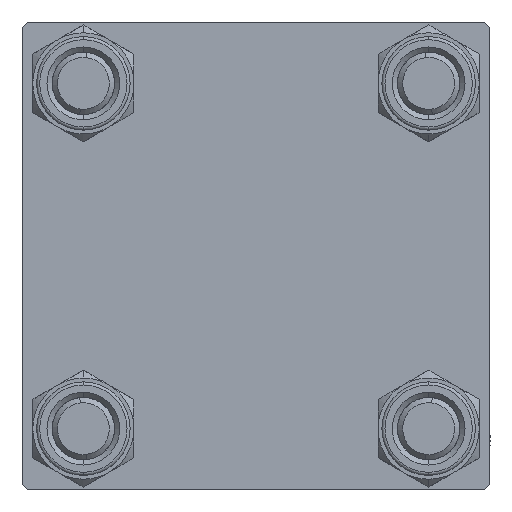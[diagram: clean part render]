
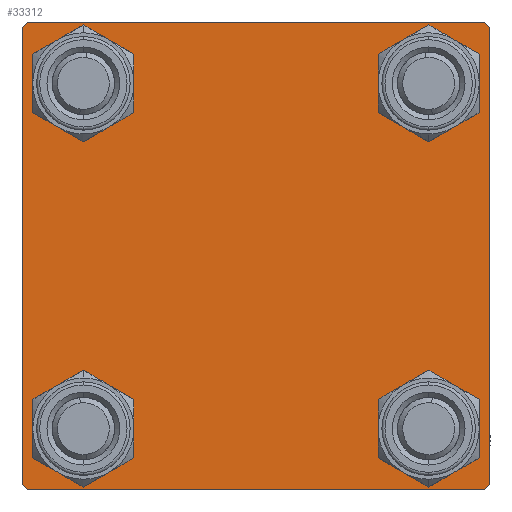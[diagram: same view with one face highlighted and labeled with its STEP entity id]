
A CAD part, left-side view. The second image highlights one B-rep face of the part: STEP entity #33312.
In plain terms, the highlighted planar face has unit normal (-1, 0, 0).
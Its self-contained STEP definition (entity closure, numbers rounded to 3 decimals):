
#189 = DIRECTION ( 'NONE',  ( 0., -0.707, -0.707 ) ) ;
#356 = CARTESIAN_POINT ( 'NONE',  ( 0., -22., 22.5 ) ) ;
#447 = EDGE_CURVE ( 'NONE', #42125, #49919, #35057, .T. ) ;
#579 = DIRECTION ( 'NONE',  ( 0., -1., 0. ) ) ;
#585 = VERTEX_POINT ( 'NONE', #27902 ) ;
#663 = FACE_BOUND ( 'NONE', #43524, .T. ) ;
#3743 = VECTOR ( 'NONE', #579, 1000. ) ;
#3818 = CARTESIAN_POINT ( 'NONE',  ( 0., 22.5, 22.5 ) ) ;
#3889 = VERTEX_POINT ( 'NONE', #17972 ) ;
#4157 = DIRECTION ( 'NONE',  ( 0., -0.707, 0.707 ) ) ;
#4218 = DIRECTION ( 'NONE',  ( 0., 0., 1. ) ) ;
#4529 = CARTESIAN_POINT ( 'NONE',  ( 0., -22., -22.5 ) ) ;
#4973 = PLANE ( 'NONE',  #10796 ) ;
#5657 = ORIENTED_EDGE ( 'NONE', *, *, #21745, .T. ) ;
#5960 = CARTESIAN_POINT ( 'NONE',  ( 0., -22.5, 22.5 ) ) ;
#6089 = ORIENTED_EDGE ( 'NONE', *, *, #30404, .T. ) ;
#6621 = EDGE_CURVE ( 'NONE', #31761, #25690, #21515, .T. ) ;
#6935 = AXIS2_PLACEMENT_3D ( 'NONE', #16631, #19260, #11621 ) ;
#7372 = CIRCLE ( 'NONE', #42327, 3.5 ) ;
#7414 = EDGE_CURVE ( 'NONE', #43156, #585, #23975, .T. ) ;
#8047 = DIRECTION ( 'NONE',  ( 0., 0., 1. ) ) ;
#8126 = LINE ( 'NONE', #3818, #31639 ) ;
#8218 = DIRECTION ( 'NONE',  ( 0., 0., 1. ) ) ;
#8448 = DIRECTION ( 'NONE',  ( 1., 0., 0. ) ) ;
#8511 = ORIENTED_EDGE ( 'NONE', *, *, #32925, .T. ) ;
#8595 = CARTESIAN_POINT ( 'NONE',  ( 0., 22., 22.5 ) ) ;
#8700 = VECTOR ( 'NONE', #16739, 1000. ) ;
#8796 = ORIENTED_EDGE ( 'NONE', *, *, #7414, .T. ) ;
#8958 = CARTESIAN_POINT ( 'NONE',  ( 0., -22.25, 22.25 ) ) ;
#9094 = VERTEX_POINT ( 'NONE', #15530 ) ;
#9211 = LINE ( 'NONE', #8958, #35173 ) ;
#9690 = EDGE_CURVE ( 'NONE', #25690, #31761, #21613, .T. ) ;
#10010 = CARTESIAN_POINT ( 'NONE',  ( 0., -16.6, 16.6 ) ) ;
#10567 = DIRECTION ( 'NONE',  ( 0., 0., -1. ) ) ;
#10796 = AXIS2_PLACEMENT_3D ( 'NONE', #42918, #16708, #8047 ) ;
#10944 = DIRECTION ( 'NONE',  ( 0., 0., 1. ) ) ;
#11317 = LINE ( 'NONE', #49983, #50317 ) ;
#11621 = DIRECTION ( 'NONE',  ( 0., 0., 1. ) ) ;
#11685 = LINE ( 'NONE', #16507, #28514 ) ;
#11934 = DIRECTION ( 'NONE',  ( 0., 0., -1. ) ) ;
#11982 = VECTOR ( 'NONE', #10567, 1000. ) ;
#12577 = AXIS2_PLACEMENT_3D ( 'NONE', #12795, #8448, #19933 ) ;
#12795 = CARTESIAN_POINT ( 'NONE',  ( 0., -16.6, -16.6 ) ) ;
#13400 = CARTESIAN_POINT ( 'NONE',  ( 0., -16.6, 20.1 ) ) ;
#13648 = EDGE_CURVE ( 'NONE', #49919, #31843, #43574, .T. ) ;
#15006 = CARTESIAN_POINT ( 'NONE',  ( 0., 16.6, 16.6 ) ) ;
#15530 = CARTESIAN_POINT ( 'NONE',  ( 0., 16.6, 13.1 ) ) ;
#15628 = ORIENTED_EDGE ( 'NONE', *, *, #447, .T. ) ;
#16046 = DIRECTION ( 'NONE',  ( 0., -1., 0. ) ) ;
#16378 = DIRECTION ( 'NONE',  ( 1., 0., 0. ) ) ;
#16507 = CARTESIAN_POINT ( 'NONE',  ( 0., 22.5, 22.5 ) ) ;
#16631 = CARTESIAN_POINT ( 'NONE',  ( 0., 16.6, -16.6 ) ) ;
#16708 = DIRECTION ( 'NONE',  ( -1., 0., 0. ) ) ;
#16739 = DIRECTION ( 'NONE',  ( 0., 0.707, -0.707 ) ) ;
#17004 = ORIENTED_EDGE ( 'NONE', *, *, #6621, .T. ) ;
#17132 = VERTEX_POINT ( 'NONE', #35424 ) ;
#17156 = CARTESIAN_POINT ( 'NONE',  ( 0., -16.6, -16.6 ) ) ;
#17972 = CARTESIAN_POINT ( 'NONE',  ( 0., 16.6, 20.1 ) ) ;
#18051 = AXIS2_PLACEMENT_3D ( 'NONE', #15006, #35081, #10944 ) ;
#18127 = ORIENTED_EDGE ( 'NONE', *, *, #44461, .T. ) ;
#18836 = VERTEX_POINT ( 'NONE', #29926 ) ;
#18906 = VECTOR ( 'NONE', #189, 1000. ) ;
#19260 = DIRECTION ( 'NONE',  ( 1., 0., 0. ) ) ;
#19518 = FACE_BOUND ( 'NONE', #24542, .T. ) ;
#19669 = ORIENTED_EDGE ( 'NONE', *, *, #34619, .T. ) ;
#19933 = DIRECTION ( 'NONE',  ( 0., 0., 1. ) ) ;
#20443 = ORIENTED_EDGE ( 'NONE', *, *, #21473, .F. ) ;
#21473 = EDGE_CURVE ( 'NONE', #31868, #50232, #8126, .T. ) ;
#21497 = ORIENTED_EDGE ( 'NONE', *, *, #22515, .T. ) ;
#21515 = CIRCLE ( 'NONE', #12577, 3.5 ) ;
#21613 = CIRCLE ( 'NONE', #50069, 3.5 ) ;
#21665 = ORIENTED_EDGE ( 'NONE', *, *, #24231, .T. ) ;
#21717 = DIRECTION ( 'NONE',  ( 1., 0., 0. ) ) ;
#21745 = EDGE_CURVE ( 'NONE', #31843, #18836, #11317, .T. ) ;
#22101 = EDGE_CURVE ( 'NONE', #17132, #42125, #11685, .T. ) ;
#22515 = EDGE_CURVE ( 'NONE', #3889, #9094, #7372, .T. ) ;
#23505 = ORIENTED_EDGE ( 'NONE', *, *, #9690, .T. ) ;
#23577 = CARTESIAN_POINT ( 'NONE',  ( 0., 16.6, 16.6 ) ) ;
#23975 = CIRCLE ( 'NONE', #6935, 3.5 ) ;
#24076 = FACE_OUTER_BOUND ( 'NONE', #42586, .T. ) ;
#24092 = CARTESIAN_POINT ( 'NONE',  ( 0., 16.6, -13.1 ) ) ;
#24231 = EDGE_CURVE ( 'NONE', #585, #43156, #35791, .T. ) ;
#24287 = DIRECTION ( 'NONE',  ( 1., 0., 0. ) ) ;
#24542 = EDGE_LOOP ( 'NONE', ( #8796, #21665 ) ) ;
#25257 = DIRECTION ( 'NONE',  ( 0., 0., 1. ) ) ;
#25690 = VERTEX_POINT ( 'NONE', #32133 ) ;
#26632 = ORIENTED_EDGE ( 'NONE', *, *, #31520, .T. ) ;
#27878 = CARTESIAN_POINT ( 'NONE',  ( 0., 22., -22.5 ) ) ;
#27902 = CARTESIAN_POINT ( 'NONE',  ( 0., 16.6, -20.1 ) ) ;
#27998 = VERTEX_POINT ( 'NONE', #13400 ) ;
#28132 = FACE_BOUND ( 'NONE', #30143, .T. ) ;
#28514 = VECTOR ( 'NONE', #11934, 1000. ) ;
#29770 = CARTESIAN_POINT ( 'NONE',  ( 0., 22.5, -22. ) ) ;
#29926 = CARTESIAN_POINT ( 'NONE',  ( 0., -22.5, -22. ) ) ;
#30135 = ORIENTED_EDGE ( 'NONE', *, *, #22101, .T. ) ;
#30143 = EDGE_LOOP ( 'NONE', ( #17004, #23505 ) ) ;
#30404 = EDGE_CURVE ( 'NONE', #48168, #50232, #9211, .T. ) ;
#31520 = EDGE_CURVE ( 'NONE', #27998, #31615, #46457, .T. ) ;
#31615 = VERTEX_POINT ( 'NONE', #45297 ) ;
#31632 = CARTESIAN_POINT ( 'NONE',  ( 0., 22.5, -22.5 ) ) ;
#31639 = VECTOR ( 'NONE', #16046, 1000. ) ;
#31761 = VERTEX_POINT ( 'NONE', #43456 ) ;
#31843 = VERTEX_POINT ( 'NONE', #4529 ) ;
#31868 = VERTEX_POINT ( 'NONE', #8595 ) ;
#31995 = CARTESIAN_POINT ( 'NONE',  ( 0., 22.25, 22.25 ) ) ;
#32133 = CARTESIAN_POINT ( 'NONE',  ( 0., -16.6, -20.1 ) ) ;
#32172 = DIRECTION ( 'NONE',  ( 0., 0., 1. ) ) ;
#32595 = DIRECTION ( 'NONE',  ( 0., 0., 1. ) ) ;
#32925 = EDGE_CURVE ( 'NONE', #9094, #3889, #33477, .T. ) ;
#33312 = ADVANCED_FACE ( 'NONE', ( #46990, #28132, #19518, #663, #24076 ), #4973, .T. ) ;
#33477 = CIRCLE ( 'NONE', #18051, 3.5 ) ;
#33552 = AXIS2_PLACEMENT_3D ( 'NONE', #10010, #21717, #25257 ) ;
#34619 = EDGE_CURVE ( 'NONE', #31615, #27998, #47394, .T. ) ;
#34815 = CARTESIAN_POINT ( 'NONE',  ( 0., 22.25, -22.25 ) ) ;
#35057 = LINE ( 'NONE', #34815, #18906 ) ;
#35081 = DIRECTION ( 'NONE',  ( 1., 0., 0. ) ) ;
#35173 = VECTOR ( 'NONE', #43317, 1000. ) ;
#35424 = CARTESIAN_POINT ( 'NONE',  ( 0., 22.5, 22. ) ) ;
#35646 = CARTESIAN_POINT ( 'NONE',  ( 0., -22.5, 22. ) ) ;
#35791 = CIRCLE ( 'NONE', #49628, 3.5 ) ;
#36670 = DIRECTION ( 'NONE',  ( 1., 0., 0. ) ) ;
#38711 = ORIENTED_EDGE ( 'NONE', *, *, #13648, .T. ) ;
#39097 = DIRECTION ( 'NONE',  ( 1., 0., 0. ) ) ;
#40136 = LINE ( 'NONE', #31995, #8700 ) ;
#40836 = LINE ( 'NONE', #5960, #11982 ) ;
#42125 = VERTEX_POINT ( 'NONE', #29770 ) ;
#42327 = AXIS2_PLACEMENT_3D ( 'NONE', #23577, #39097, #4218 ) ;
#42586 = EDGE_LOOP ( 'NONE', ( #30135, #15628, #38711, #5657, #43119, #6089, #20443, #18127 ) ) ;
#42918 = CARTESIAN_POINT ( 'NONE',  ( 0., 0., 0. ) ) ;
#43119 = ORIENTED_EDGE ( 'NONE', *, *, #49239, .F. ) ;
#43156 = VERTEX_POINT ( 'NONE', #24092 ) ;
#43212 = AXIS2_PLACEMENT_3D ( 'NONE', #46920, #16378, #8218 ) ;
#43317 = DIRECTION ( 'NONE',  ( 0., 0.707, 0.707 ) ) ;
#43456 = CARTESIAN_POINT ( 'NONE',  ( 0., -16.6, -13.1 ) ) ;
#43524 = EDGE_LOOP ( 'NONE', ( #21497, #8511 ) ) ;
#43574 = LINE ( 'NONE', #31632, #3743 ) ;
#43983 = EDGE_LOOP ( 'NONE', ( #26632, #19669 ) ) ;
#44461 = EDGE_CURVE ( 'NONE', #31868, #17132, #40136, .T. ) ;
#45297 = CARTESIAN_POINT ( 'NONE',  ( 0., -16.6, 13.1 ) ) ;
#46457 = CIRCLE ( 'NONE', #43212, 3.5 ) ;
#46920 = CARTESIAN_POINT ( 'NONE',  ( 0., -16.6, 16.6 ) ) ;
#46990 = FACE_BOUND ( 'NONE', #43983, .T. ) ;
#47394 = CIRCLE ( 'NONE', #33552, 3.5 ) ;
#47629 = CARTESIAN_POINT ( 'NONE',  ( 0., 16.6, -16.6 ) ) ;
#48168 = VERTEX_POINT ( 'NONE', #35646 ) ;
#49239 = EDGE_CURVE ( 'NONE', #48168, #18836, #40836, .T. ) ;
#49628 = AXIS2_PLACEMENT_3D ( 'NONE', #47629, #36670, #32595 ) ;
#49919 = VERTEX_POINT ( 'NONE', #27878 ) ;
#49983 = CARTESIAN_POINT ( 'NONE',  ( 0., -22.25, -22.25 ) ) ;
#50069 = AXIS2_PLACEMENT_3D ( 'NONE', #17156, #24287, #32172 ) ;
#50232 = VERTEX_POINT ( 'NONE', #356 ) ;
#50317 = VECTOR ( 'NONE', #4157, 1000. ) ;
